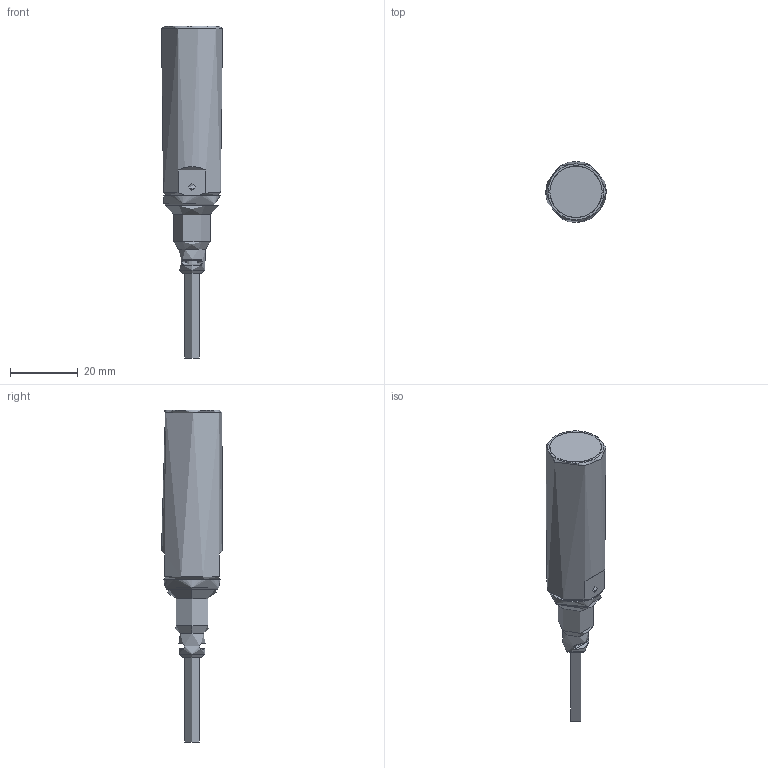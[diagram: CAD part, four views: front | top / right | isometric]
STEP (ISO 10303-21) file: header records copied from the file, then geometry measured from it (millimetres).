
FILE_DESCRIPTION(/* description */ (''),/* implementation_level */ '2;1');
FILE_NAME(/* name */ 'icb18_flush_cable_50mm_asm.stp',/* time_stamp */ '2015-05-07T15:03:03+02:00',/* author */ ('ddecol'),/* organization */ (''),/* preprocessor_version */ 'ST-DEVELOPER v15.6',/* originating_system */ 'Autodesk Inventor 2015',/* authorisation */ '');
FILE_SCHEMA (('AUTOMOTIVE_DESIGN { 1 0 10303 214 3 1 1 }'));
Length unit declared in the file: millimetre
Products named in the file (1): icb18_flush_cable_50mm_asm
Bounding box: 17.99 x 18 x 98 mm (x, y, z)
Surface area: 4383.8 mm2 (no closed solid volume)
Topology: 0 solids, 7 shells, 63 faces, 181 edges, 127 vertices
Faces by surface type: bspline 24, plane 21, cylinder 12, cone 5, torus 1
Full cylindrical faces by diameter (mm): 2 x2, 4.2 x1, 10.7 x1, 16.6 x1, 18 x1
Entity records: 2972 total; most frequent: CARTESIAN_POINT 1426, ORIENTED_EDGE 289, DIRECTION 254, EDGE_CURVE 170, VERTEX_POINT 126, AXIS2_PLACEMENT_3D 102, EDGE_LOOP 79, FACE_OUTER_BOUND 63
